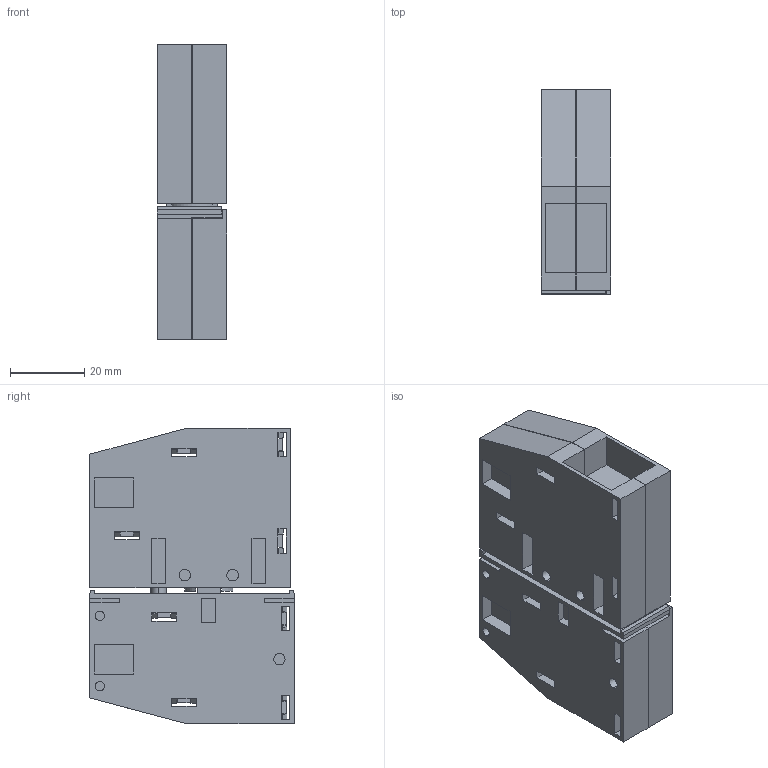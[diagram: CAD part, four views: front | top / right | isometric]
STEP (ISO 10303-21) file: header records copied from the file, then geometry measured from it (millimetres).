
FILE_DESCRIPTION(('CATIA V5 STEP Exchange','CAx-IF Rec.Pracs.--- Model Styling and Organization---1.2---2011-12-15'),'2;1');
FILE_NAME ('D1461988_0', '2017-07-20T12:35:03+00:00', ('none'), ('Weidmueller'), 'CATIA Version 5-6 Release 2014', 'CATIA V5 STEP AP214', 'none');
FILE_SCHEMA(('AUTOMOTIVE_DESIGN { 1 0 10303 214 1 1 1 1 }'));
Length unit declared in the file: millimetre
Products named in the file (1): 2427640000
Bounding box: 18.8 x 55 x 79.6 mm (x, y, z)
Volume: 64986.2 mm3; surface area: 26045.6 mm2
Topology: 4 solids, 4 shells, 552 faces, 1504 edges, 1002 vertices
Faces by surface type: plane 526, cylinder 26
Entity records: 16745 total; most frequent: ORIENTED_EDGE 3008, CARTESIAN_POINT 2898, DIRECTION 2238, EDGE_CURVE 1504, VECTOR 1444, LINE 1444, VERTEX_POINT 1002, EDGE_LOOP 610
